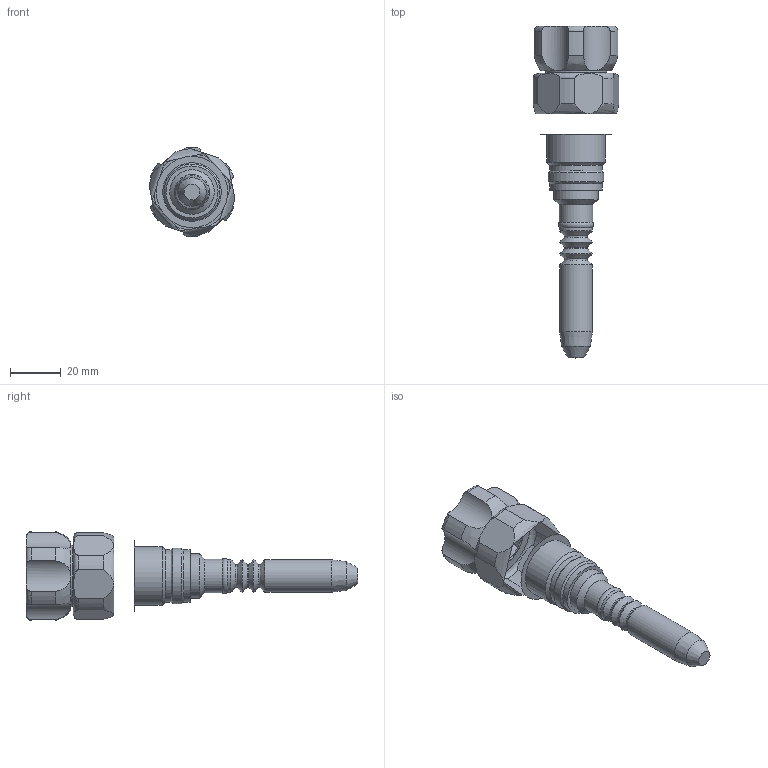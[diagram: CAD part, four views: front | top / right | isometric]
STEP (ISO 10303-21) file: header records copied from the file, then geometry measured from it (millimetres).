
FILE_DESCRIPTION(/* description */ (''),/* implementation_level */ '2;1');
FILE_NAME(/* name */ '325541.stp',/* time_stamp */ '2022-10-06T07:59:02+02:00',/* author */ ('mbs'),/* organization */ (''),/* preprocessor_version */ 'ST-DEVELOPER v18.1',/* originating_system */ 'Autodesk Inventor 2022',/* authorisation */ '');
FILE_SCHEMA (('AUTOMOTIVE_DESIGN { 1 0 10303 214 3 1 1 }'));
Length unit declared in the file: millimetre
Products named in the file (1): 325541
Bounding box: 33.66 x 130.5 x 34.94 mm (x, y, z)
Volume: 49745 mm3; surface area: 10603.2 mm2
Topology: 1 solids, 1 shells, 72 faces, 176 edges, 110 vertices
Faces by surface type: cylinder 29, cone 14, plane 12, torus 11, bspline 6
Full cylindrical faces by diameter (mm): 12.9 x4, 13.2 x1, 17.5 x1, 20.5 x2, 22 x1, 23 x1, 24 x1
Entity records: 2657 total; most frequent: CARTESIAN_POINT 827, DIRECTION 363, ORIENTED_EDGE 352, EDGE_CURVE 176, AXIS2_PLACEMENT_3D 157, VERTEX_POINT 110, CIRCLE 90, EDGE_LOOP 76
